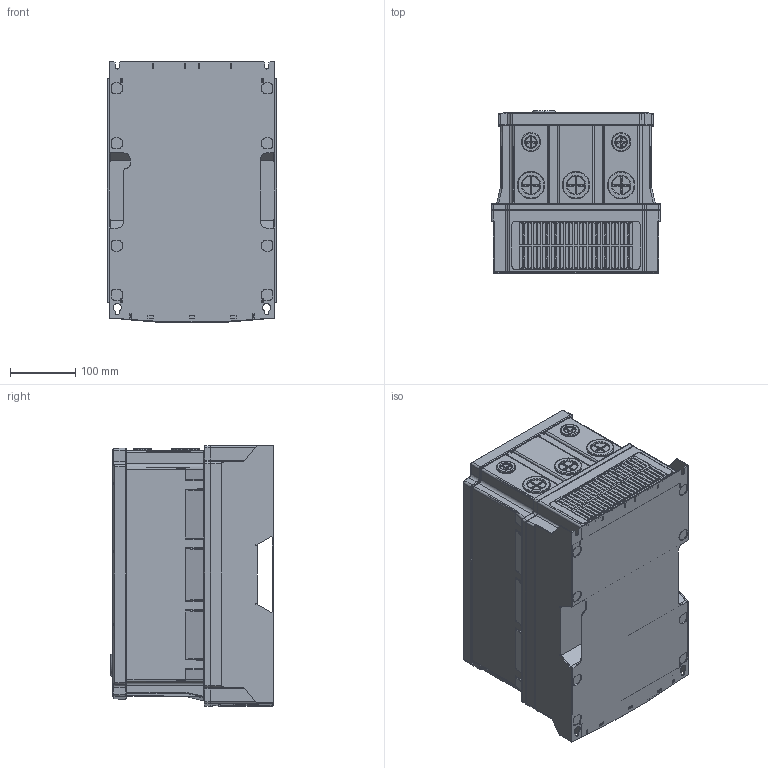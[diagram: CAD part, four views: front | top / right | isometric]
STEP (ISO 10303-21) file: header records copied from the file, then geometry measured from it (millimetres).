
FILE_DESCRIPTION (( 'STEP AP214' ), '1' );
FILE_NAME ('total_s100_ip66_110_150_v3_asm red 1ext RED2 NEW1b2 COMPLETE EXT2F2 fill WITH NONPDS KNOB cmb3b sm2 cmb r1.STEP', '2021-03-15T15:42:52', ( '' ), ( '' ), 'SwSTEP 2.0', 'SolidWorks 2017', '' );
FILE_SCHEMA (( 'AUTOMOTIVE_DESIGN' ));
Length unit declared in the file: inch
Products named in the file (1): total_s100_ip66_110_150_v3_asm red 1ext RED2 NEW1b2 COMPLETE EXT2F2 fill WITH NONPDS KNOB cmb3b  sm2 cmb r1
Bounding box: 260 x 248.5 x 399.6 mm (x, y, z)
Volume: 21682810.2 mm3; surface area: 889053.3 mm2
Topology: 2 solids, 74 shells, 5255 faces, 13306 edges, 8366 vertices
Faces by surface type: plane 2354, cylinder 1370, bspline 1057, cone 426, torus 36, sphere 12
Entity records: 218745 total; most frequent: CARTESIAN_POINT 104148, ORIENTED_EDGE 26596, DIRECTION 19631, EDGE_CURVE 13298, VERTEX_POINT 8366, LINE 6783, VECTOR 6783, AXIS2_PLACEMENT_3D 6424
